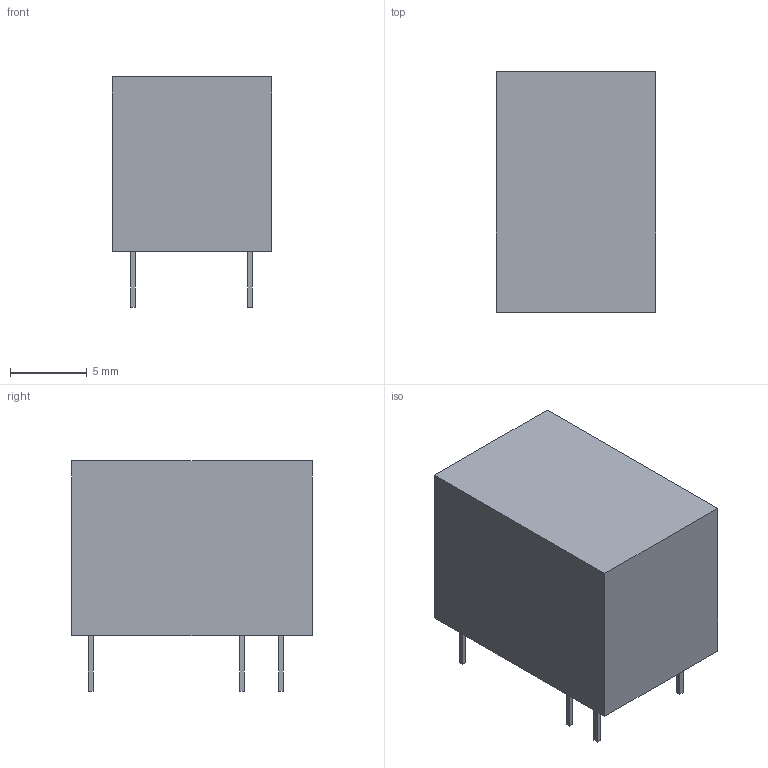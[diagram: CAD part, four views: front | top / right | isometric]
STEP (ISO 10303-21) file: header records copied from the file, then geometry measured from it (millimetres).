
FILE_DESCRIPTION(('FreeCAD Model'),'2;1');
FILE_NAME( 'Relay_SPDT_HJR-4102.step', '2018-01-07T12:52:37',('kicad StepUp'),('ksu MCAD'), 'Open CASCADE STEP processor 6.8','FreeCAD','Unknown');
FILE_SCHEMA(('AUTOMOTIVE_DESIGN_CC2 { 1 2 10303 214 -1 1 5 4 }'));
Length unit declared in the file: millimetre
Products named in the file (1): Relay_SPDT_HJR-4102
Bounding box: 10.4 x 15.7 x 15 mm (x, y, z)
Volume: 1863.3 mm3; surface area: 947.6 mm2
Topology: 1 solids, 1 shells, 36 faces, 84 edges, 56 vertices
Faces by surface type: plane 36
Entity records: 679 total; most frequent: ORIENTED_EDGE 124, EDGE_CURVE 84, LINE 84, CARTESIAN_POINT 57, VERTEX_POINT 56, FACE_BOUND 42, EDGE_LOOP 42, AXIS2_PLACEMENT_3D 37
